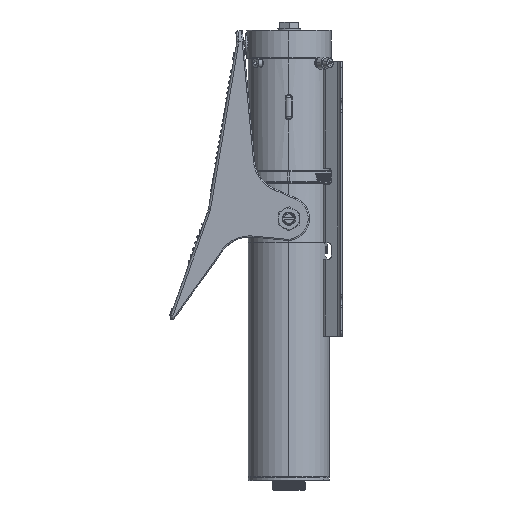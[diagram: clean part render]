
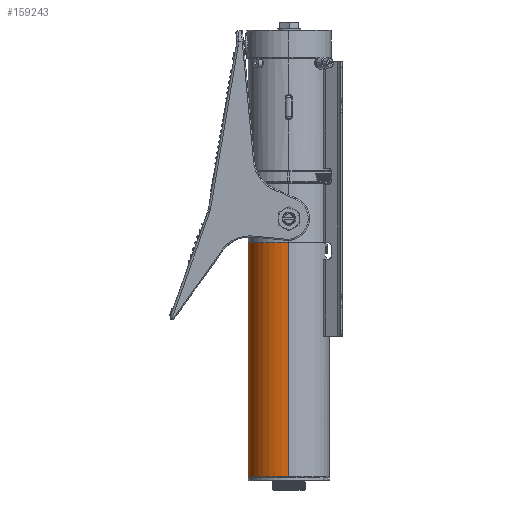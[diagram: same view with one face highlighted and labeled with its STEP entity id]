
A CAD part, left-side view. The second image highlights one B-rep face of the part: STEP entity #159243.
In plain terms, the highlighted cylindrical face has radius 37 mm (diameter 74 mm), a partial arc.
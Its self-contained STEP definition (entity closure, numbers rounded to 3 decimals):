
#1084 = CARTESIAN_POINT ( 'NONE',  ( 151.132, -164.046, 189.887 ) ) ;
#2553 = VERTEX_POINT ( 'NONE', #157469 ) ;
#3692 = VERTEX_POINT ( 'NONE', #20359 ) ;
#20359 = CARTESIAN_POINT ( 'NONE',  ( 225.132, -163.974, -24.113 ) ) ;
#21983 = CARTESIAN_POINT ( 'NONE',  ( 225.132, -163.974, 189.887 ) ) ;
#29242 = EDGE_LOOP ( 'NONE', ( #184335, #186048, #112509, #136145 ) ) ;
#36237 = EDGE_CURVE ( 'NONE', #188190, #3692, #57891, .T. ) ;
#56735 = DIRECTION ( 'NONE',  ( 1., 0.001, 0. ) ) ;
#57018 = CARTESIAN_POINT ( 'NONE',  ( 188.132, -164.01, 189.887 ) ) ;
#57891 = LINE ( 'NONE', #21983, #143052 ) ;
#61454 = EDGE_CURVE ( 'NONE', #3692, #2553, #216091, .T. ) ;
#64593 = VECTOR ( 'NONE', #171014, 1000. ) ;
#75494 = DIRECTION ( 'NONE',  ( 0., 0., -1. ) ) ;
#77740 = AXIS2_PLACEMENT_3D ( 'NONE', #155218, #219852, #220578 ) ;
#91277 = CARTESIAN_POINT ( 'NONE',  ( 225.132, -163.974, 189.887 ) ) ;
#96904 = CIRCLE ( 'NONE', #145511, 37. ) ;
#112509 = ORIENTED_EDGE ( 'NONE', *, *, #61454, .T. ) ;
#114627 = VERTEX_POINT ( 'NONE', #1084 ) ;
#115118 = LINE ( 'NONE', #137582, #64593 ) ;
#123648 = DIRECTION ( 'NONE',  ( 0., 0., 1. ) ) ;
#123946 = DIRECTION ( 'NONE',  ( 1., 0.001, 0. ) ) ;
#125037 = CYLINDRICAL_SURFACE ( 'NONE', #77740, 37. ) ;
#136145 = ORIENTED_EDGE ( 'NONE', *, *, #181618, .F. ) ;
#137582 = CARTESIAN_POINT ( 'NONE',  ( 151.132, -164.046, 189.887 ) ) ;
#143052 = VECTOR ( 'NONE', #75494, 1000. ) ;
#145511 = AXIS2_PLACEMENT_3D ( 'NONE', #57018, #193857, #123946 ) ;
#152304 = EDGE_CURVE ( 'NONE', #188190, #114627, #96904, .T. ) ;
#155218 = CARTESIAN_POINT ( 'NONE',  ( 188.132, -164.01, 189.887 ) ) ;
#156421 = AXIS2_PLACEMENT_3D ( 'NONE', #208433, #123648, #56735 ) ;
#157469 = CARTESIAN_POINT ( 'NONE',  ( 151.132, -164.046, -24.113 ) ) ;
#159243 = ADVANCED_FACE ( 'NONE', ( #165218 ), #125037, .T. ) ;
#165218 = FACE_OUTER_BOUND ( 'NONE', #29242, .T. ) ;
#171014 = DIRECTION ( 'NONE',  ( 0., 0., -1. ) ) ;
#181618 = EDGE_CURVE ( 'NONE', #114627, #2553, #115118, .T. ) ;
#184335 = ORIENTED_EDGE ( 'NONE', *, *, #152304, .F. ) ;
#186048 = ORIENTED_EDGE ( 'NONE', *, *, #36237, .T. ) ;
#188190 = VERTEX_POINT ( 'NONE', #91277 ) ;
#193857 = DIRECTION ( 'NONE',  ( 0., 0., 1. ) ) ;
#208433 = CARTESIAN_POINT ( 'NONE',  ( 188.132, -164.01, -24.113 ) ) ;
#216091 = CIRCLE ( 'NONE', #156421, 37. ) ;
#219852 = DIRECTION ( 'NONE',  ( 0., 0., -1. ) ) ;
#220578 = DIRECTION ( 'NONE',  ( -1., -0.001, 0. ) ) ;
